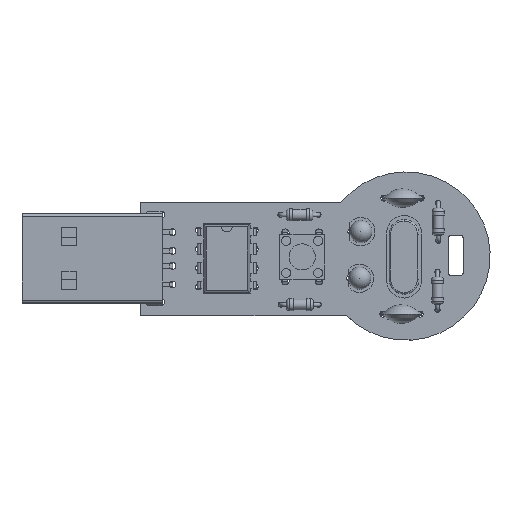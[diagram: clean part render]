
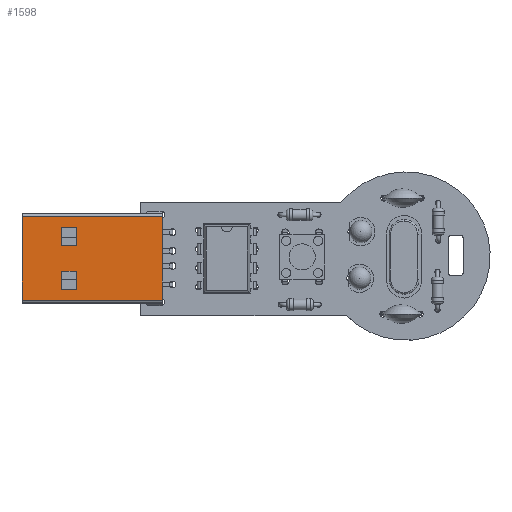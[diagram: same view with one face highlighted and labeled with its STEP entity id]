
A CAD part, top view. The second image highlights one B-rep face of the part: STEP entity #1598.
In plain terms, the highlighted face is planar.
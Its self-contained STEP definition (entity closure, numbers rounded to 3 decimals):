
#1571 = VERTEX_POINT('',#1572);
#1572 = CARTESIAN_POINT('',(5.6,4.5,-9.4));
#1579 = EDGE_CURVE('',#1580,#1571,#1582,.T.);
#1580 = VERTEX_POINT('',#1581);
#1581 = CARTESIAN_POINT('',(5.6,4.5,9.4));
#1582 = LINE('',#1583,#1584);
#1583 = CARTESIAN_POINT('',(5.6,4.5,9.4));
#1584 = VECTOR('',#1585,1.);
#1585 = DIRECTION('',(0.,0.,-1.));
#1598 = ADVANCED_FACE('',(#1599,#1633,#1667),#1692,.F.);
#1599 = FACE_BOUND('',#1600,.T.);
#1600 = EDGE_LOOP('',(#1601,#1611,#1619,#1627));
#1601 = ORIENTED_EDGE('',*,*,#1602,.F.);
#1602 = EDGE_CURVE('',#1603,#1605,#1607,.T.);
#1603 = VERTEX_POINT('',#1604);
#1604 = CARTESIAN_POINT('',(4.2,4.5,2.1));
#1605 = VERTEX_POINT('',#1606);
#1606 = CARTESIAN_POINT('',(1.7,4.5,2.1));
#1607 = LINE('',#1608,#1609);
#1608 = CARTESIAN_POINT('',(4.2,4.5,2.1));
#1609 = VECTOR('',#1610,1.);
#1610 = DIRECTION('',(-1.,0.,0.));
#1611 = ORIENTED_EDGE('',*,*,#1612,.T.);
#1612 = EDGE_CURVE('',#1603,#1613,#1615,.T.);
#1613 = VERTEX_POINT('',#1614);
#1614 = CARTESIAN_POINT('',(4.2,4.5,4.1));
#1615 = LINE('',#1616,#1617);
#1616 = CARTESIAN_POINT('',(4.2,4.5,2.1));
#1617 = VECTOR('',#1618,1.);
#1618 = DIRECTION('',(0.,0.,1.));
#1619 = ORIENTED_EDGE('',*,*,#1620,.T.);
#1620 = EDGE_CURVE('',#1613,#1621,#1623,.T.);
#1621 = VERTEX_POINT('',#1622);
#1622 = CARTESIAN_POINT('',(1.7,4.5,4.1));
#1623 = LINE('',#1624,#1625);
#1624 = CARTESIAN_POINT('',(4.2,4.5,4.1));
#1625 = VECTOR('',#1626,1.);
#1626 = DIRECTION('',(-1.,0.,0.));
#1627 = ORIENTED_EDGE('',*,*,#1628,.F.);
#1628 = EDGE_CURVE('',#1605,#1621,#1629,.T.);
#1629 = LINE('',#1630,#1631);
#1630 = CARTESIAN_POINT('',(1.7,4.5,2.1));
#1631 = VECTOR('',#1632,1.);
#1632 = DIRECTION('',(0.,0.,1.));
#1633 = FACE_BOUND('',#1634,.T.);
#1634 = EDGE_LOOP('',(#1635,#1645,#1653,#1661));
#1635 = ORIENTED_EDGE('',*,*,#1636,.F.);
#1636 = EDGE_CURVE('',#1637,#1639,#1641,.T.);
#1637 = VERTEX_POINT('',#1638);
#1638 = CARTESIAN_POINT('',(-1.7,4.5,2.1));
#1639 = VERTEX_POINT('',#1640);
#1640 = CARTESIAN_POINT('',(-4.2,4.5,2.1));
#1641 = LINE('',#1642,#1643);
#1642 = CARTESIAN_POINT('',(-1.7,4.5,2.1));
#1643 = VECTOR('',#1644,1.);
#1644 = DIRECTION('',(-1.,0.,0.));
#1645 = ORIENTED_EDGE('',*,*,#1646,.T.);
#1646 = EDGE_CURVE('',#1637,#1647,#1649,.T.);
#1647 = VERTEX_POINT('',#1648);
#1648 = CARTESIAN_POINT('',(-1.7,4.5,4.1));
#1649 = LINE('',#1650,#1651);
#1650 = CARTESIAN_POINT('',(-1.7,4.5,2.1));
#1651 = VECTOR('',#1652,1.);
#1652 = DIRECTION('',(0.,0.,1.));
#1653 = ORIENTED_EDGE('',*,*,#1654,.T.);
#1654 = EDGE_CURVE('',#1647,#1655,#1657,.T.);
#1655 = VERTEX_POINT('',#1656);
#1656 = CARTESIAN_POINT('',(-4.2,4.5,4.1));
#1657 = LINE('',#1658,#1659);
#1658 = CARTESIAN_POINT('',(-1.7,4.5,4.1));
#1659 = VECTOR('',#1660,1.);
#1660 = DIRECTION('',(-1.,0.,0.));
#1661 = ORIENTED_EDGE('',*,*,#1662,.F.);
#1662 = EDGE_CURVE('',#1639,#1655,#1663,.T.);
#1663 = LINE('',#1664,#1665);
#1664 = CARTESIAN_POINT('',(-4.2,4.5,2.1));
#1665 = VECTOR('',#1666,1.);
#1666 = DIRECTION('',(0.,0.,1.));
#1667 = FACE_BOUND('',#1668,.T.);
#1668 = EDGE_LOOP('',(#1669,#1670,#1678,#1686));
#1669 = ORIENTED_EDGE('',*,*,#1579,.T.);
#1670 = ORIENTED_EDGE('',*,*,#1671,.T.);
#1671 = EDGE_CURVE('',#1571,#1672,#1674,.T.);
#1672 = VERTEX_POINT('',#1673);
#1673 = CARTESIAN_POINT('',(-5.6,4.5,-9.4));
#1674 = LINE('',#1675,#1676);
#1675 = CARTESIAN_POINT('',(5.6,4.5,-9.4));
#1676 = VECTOR('',#1677,1.);
#1677 = DIRECTION('',(-1.,0.,0.));
#1678 = ORIENTED_EDGE('',*,*,#1679,.F.);
#1679 = EDGE_CURVE('',#1680,#1672,#1682,.T.);
#1680 = VERTEX_POINT('',#1681);
#1681 = CARTESIAN_POINT('',(-5.6,4.5,9.4));
#1682 = LINE('',#1683,#1684);
#1683 = CARTESIAN_POINT('',(-5.6,4.5,9.4));
#1684 = VECTOR('',#1685,1.);
#1685 = DIRECTION('',(0.,0.,-1.));
#1686 = ORIENTED_EDGE('',*,*,#1687,.F.);
#1687 = EDGE_CURVE('',#1580,#1680,#1688,.T.);
#1688 = LINE('',#1689,#1690);
#1689 = CARTESIAN_POINT('',(5.6,4.5,9.4));
#1690 = VECTOR('',#1691,1.);
#1691 = DIRECTION('',(-1.,0.,0.));
#1692 = PLANE('',#1693);
#1693 = AXIS2_PLACEMENT_3D('',#1694,#1695,#1696);
#1694 = CARTESIAN_POINT('',(5.6,4.5,9.4));
#1695 = DIRECTION('',(0.,-1.,0.));
#1696 = DIRECTION('',(0.,0.,-1.));
